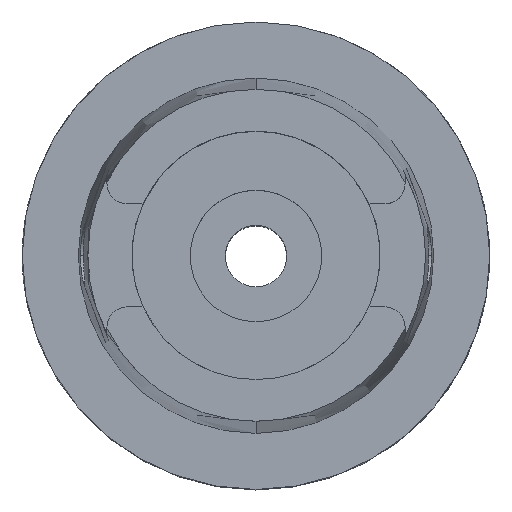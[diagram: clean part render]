
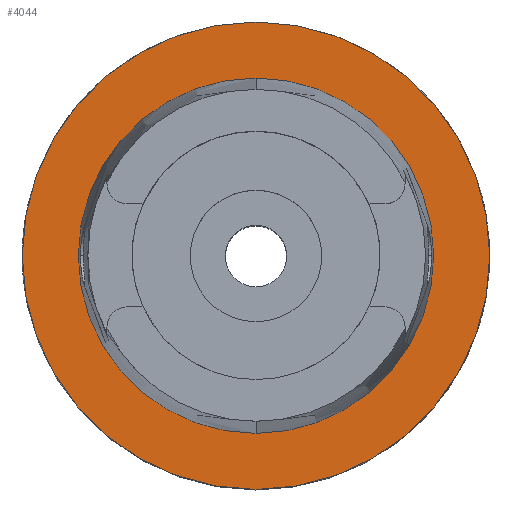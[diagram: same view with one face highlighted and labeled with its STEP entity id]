
A CAD part, top view. The second image highlights one B-rep face of the part: STEP entity #4044.
In plain terms, the highlighted planar face has unit normal (0, 0, 1).
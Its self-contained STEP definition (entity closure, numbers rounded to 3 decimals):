
#1957=CARTESIAN_POINT('',(0.,0.,0.));
#1958=DIRECTION('',(0.,0.,-1.));
#1959=DIRECTION('',(0.,-1.,0.));
#1960=AXIS2_PLACEMENT_3D('',#1957,#1958,#1959);
#1965=CARTESIAN_POINT('',(0.,0.,0.));
#1966=DIRECTION('',(0.,0.,-1.));
#1967=DIRECTION('',(0.,1.,0.));
#1968=AXIS2_PLACEMENT_3D('',#1965,#1966,#1967);
#1973=CARTESIAN_POINT('',(0.,0.,0.));
#1974=DIRECTION('',(0.,0.,1.));
#1975=DIRECTION('',(0.,-1.,0.));
#1976=AXIS2_PLACEMENT_3D('',#1973,#1974,#1975);
#1981=CARTESIAN_POINT('',(0.,0.,0.));
#1982=DIRECTION('',(0.,0.,1.));
#1983=DIRECTION('',(0.,1.,0.));
#1984=AXIS2_PLACEMENT_3D('',#1981,#1982,#1983);
#2325=CARTESIAN_POINT('',(0.,-12.16,0.));
#2326=VERTEX_POINT('',#2325);
#2327=CARTESIAN_POINT('',(0.,12.16,0.));
#2328=VERTEX_POINT('',#2327);
#2591=CARTESIAN_POINT('',(0.,16.,0.));
#2592=VERTEX_POINT('',#2591);
#2593=CARTESIAN_POINT('',(0.,-16.,0.));
#2594=VERTEX_POINT('',#2593);
#4031=CARTESIAN_POINT('',(0.,0.,0.));
#4032=DIRECTION('',(0.,0.,-1.));
#4033=DIRECTION('',(0.,-1.,0.));
#4034=AXIS2_PLACEMENT_3D('',#4031,#4032,#4033);
#4035=PLANE('',#4034);
#4036=ORIENTED_EDGE('',*,*,#4013,.T.);
#4037=ORIENTED_EDGE('',*,*,#3903,.T.);
#4038=EDGE_LOOP('',(#4036,#4037));
#4039=FACE_OUTER_BOUND('',#4038,.F.);
#4040=ORIENTED_EDGE('',*,*,#2788,.T.);
#4041=ORIENTED_EDGE('',*,*,#2761,.T.);
#4042=EDGE_LOOP('',(#4040,#4041));
#4043=FACE_BOUND('',#4042,.F.);
#1961=CIRCLE('',#1960,16.);
#1969=CIRCLE('',#1968,16.);
#1977=CIRCLE('',#1976,12.16);
#1985=CIRCLE('',#1984,12.16);
#2761=EDGE_CURVE('',#2328,#2326,#1985,.T.);
#2788=EDGE_CURVE('',#2326,#2328,#1977,.T.);
#3903=EDGE_CURVE('',#2592,#2594,#1969,.T.);
#4013=EDGE_CURVE('',#2594,#2592,#1961,.T.);
#4044=ADVANCED_FACE('',(#4039,#4043),#4035,.F.);
